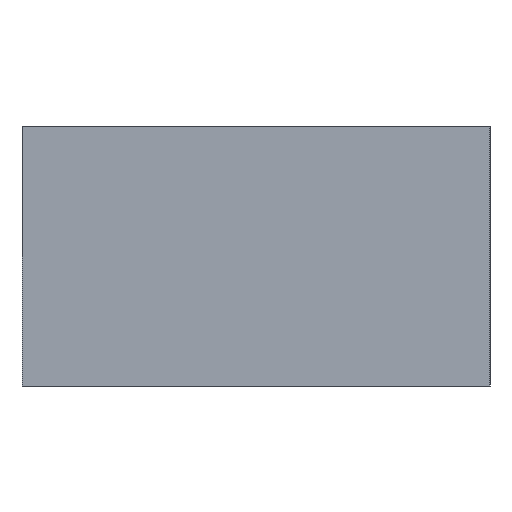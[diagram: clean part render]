
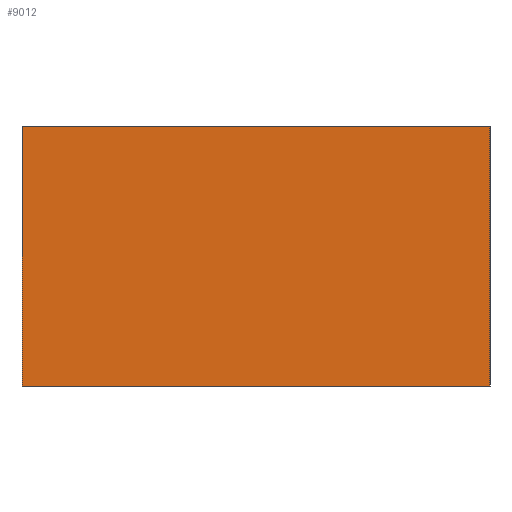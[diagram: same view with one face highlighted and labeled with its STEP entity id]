
A CAD part, left-side view. The second image highlights one B-rep face of the part: STEP entity #9012.
In plain terms, the highlighted planar face has unit normal (-1, 0, 0).
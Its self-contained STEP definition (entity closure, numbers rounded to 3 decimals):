
#195 = PLANE('',#196);
#196 = AXIS2_PLACEMENT_3D('',#197,#198,#199);
#197 = CARTESIAN_POINT('',(-0.8,-0.45,0.5));
#198 = DIRECTION('',(0.,0.,1.));
#199 = DIRECTION('',(1.,0.,0.));
#3560 = VERTEX_POINT('',#3561);
#3561 = CARTESIAN_POINT('',(-0.8,0.45,0.5));
#3575 = PLANE('',#3576);
#3576 = AXIS2_PLACEMENT_3D('',#3577,#3578,#3579);
#3577 = CARTESIAN_POINT('',(0.,0.45,0.));
#3578 = DIRECTION('',(0.,1.,0.));
#3579 = DIRECTION('',(0.,0.,1.));
#3587 = EDGE_CURVE('',#3588,#3560,#3590,.T.);
#3588 = VERTEX_POINT('',#3589);
#3589 = CARTESIAN_POINT('',(-0.8,-0.45,0.5));
#3590 = SURFACE_CURVE('',#3591,(#3595,#3602),.PCURVE_S1.);
#3591 = LINE('',#3592,#3593);
#3592 = CARTESIAN_POINT('',(-0.8,-0.45,0.5));
#3593 = VECTOR('',#3594,1.);
#3594 = DIRECTION('',(0.,1.,0.));
#3595 = PCURVE('',#195,#3596);
#3596 = DEFINITIONAL_REPRESENTATION('',(#3597),#3601);
#3597 = LINE('',#3598,#3599);
#3598 = CARTESIAN_POINT('',(0.,0.));
#3599 = VECTOR('',#3600,1.);
#3600 = DIRECTION('',(0.,1.));
#3601 = ( GEOMETRIC_REPRESENTATION_CONTEXT(2) 
PARAMETRIC_REPRESENTATION_CONTEXT() REPRESENTATION_CONTEXT('2D SPACE',''
  ) );
#3602 = PCURVE('',#3603,#3608);
#3603 = PLANE('',#3604);
#3604 = AXIS2_PLACEMENT_3D('',#3605,#3606,#3607);
#3605 = CARTESIAN_POINT('',(-0.8,-0.45,0.));
#3606 = DIRECTION('',(-1.,0.,0.));
#3607 = DIRECTION('',(0.,0.,1.));
#3608 = DEFINITIONAL_REPRESENTATION('',(#3609),#3613);
#3609 = LINE('',#3610,#3611);
#3610 = CARTESIAN_POINT('',(0.5,0.));
#3611 = VECTOR('',#3612,1.);
#3612 = DIRECTION('',(0.,1.));
#3613 = ( GEOMETRIC_REPRESENTATION_CONTEXT(2) 
PARAMETRIC_REPRESENTATION_CONTEXT() REPRESENTATION_CONTEXT('2D SPACE',''
  ) );
#3631 = PLANE('',#3632);
#3632 = AXIS2_PLACEMENT_3D('',#3633,#3634,#3635);
#3633 = CARTESIAN_POINT('',(0.,-0.45,0.));
#3634 = DIRECTION('',(0.,1.,0.));
#3635 = DIRECTION('',(0.,0.,1.));
#8937 = VERTEX_POINT('',#8938);
#8938 = CARTESIAN_POINT('',(-0.8,0.45,0.));
#8952 = PLANE('',#8953);
#8953 = AXIS2_PLACEMENT_3D('',#8954,#8955,#8956);
#8954 = CARTESIAN_POINT('',(-0.5,-0.45,0.));
#8955 = DIRECTION('',(0.,0.,-1.));
#8956 = DIRECTION('',(-1.,0.,0.));
#8964 = EDGE_CURVE('',#8937,#3560,#8965,.T.);
#8965 = SURFACE_CURVE('',#8966,(#8970,#8977),.PCURVE_S1.);
#8966 = LINE('',#8967,#8968);
#8967 = CARTESIAN_POINT('',(-0.8,0.45,0.));
#8968 = VECTOR('',#8969,1.);
#8969 = DIRECTION('',(0.,0.,1.));
#8970 = PCURVE('',#3575,#8971);
#8971 = DEFINITIONAL_REPRESENTATION('',(#8972),#8976);
#8972 = LINE('',#8973,#8974);
#8973 = CARTESIAN_POINT('',(0.,-0.8));
#8974 = VECTOR('',#8975,1.);
#8975 = DIRECTION('',(1.,0.));
#8976 = ( GEOMETRIC_REPRESENTATION_CONTEXT(2) 
PARAMETRIC_REPRESENTATION_CONTEXT() REPRESENTATION_CONTEXT('2D SPACE',''
  ) );
#8977 = PCURVE('',#3603,#8978);
#8978 = DEFINITIONAL_REPRESENTATION('',(#8979),#8983);
#8979 = LINE('',#8980,#8981);
#8980 = CARTESIAN_POINT('',(0.,0.9));
#8981 = VECTOR('',#8982,1.);
#8982 = DIRECTION('',(1.,0.));
#8983 = ( GEOMETRIC_REPRESENTATION_CONTEXT(2) 
PARAMETRIC_REPRESENTATION_CONTEXT() REPRESENTATION_CONTEXT('2D SPACE',''
  ) );
#9012 = ADVANCED_FACE('',(#9013),#3603,.T.);
#9013 = FACE_BOUND('',#9014,.T.);
#9014 = EDGE_LOOP('',(#9015,#9016,#9017,#9040));
#9015 = ORIENTED_EDGE('',*,*,#3587,.T.);
#9016 = ORIENTED_EDGE('',*,*,#8964,.F.);
#9017 = ORIENTED_EDGE('',*,*,#9018,.F.);
#9018 = EDGE_CURVE('',#9019,#8937,#9021,.T.);
#9019 = VERTEX_POINT('',#9020);
#9020 = CARTESIAN_POINT('',(-0.8,-0.45,0.));
#9021 = SURFACE_CURVE('',#9022,(#9026,#9033),.PCURVE_S1.);
#9022 = LINE('',#9023,#9024);
#9023 = CARTESIAN_POINT('',(-0.8,-0.45,0.));
#9024 = VECTOR('',#9025,1.);
#9025 = DIRECTION('',(0.,1.,0.));
#9026 = PCURVE('',#3603,#9027);
#9027 = DEFINITIONAL_REPRESENTATION('',(#9028),#9032);
#9028 = LINE('',#9029,#9030);
#9029 = CARTESIAN_POINT('',(0.,0.));
#9030 = VECTOR('',#9031,1.);
#9031 = DIRECTION('',(0.,1.));
#9032 = ( GEOMETRIC_REPRESENTATION_CONTEXT(2) 
PARAMETRIC_REPRESENTATION_CONTEXT() REPRESENTATION_CONTEXT('2D SPACE',''
  ) );
#9033 = PCURVE('',#8952,#9034);
#9034 = DEFINITIONAL_REPRESENTATION('',(#9035),#9039);
#9035 = LINE('',#9036,#9037);
#9036 = CARTESIAN_POINT('',(0.3,0.));
#9037 = VECTOR('',#9038,1.);
#9038 = DIRECTION('',(0.,1.));
#9039 = ( GEOMETRIC_REPRESENTATION_CONTEXT(2) 
PARAMETRIC_REPRESENTATION_CONTEXT() REPRESENTATION_CONTEXT('2D SPACE',''
  ) );
#9040 = ORIENTED_EDGE('',*,*,#9041,.T.);
#9041 = EDGE_CURVE('',#9019,#3588,#9042,.T.);
#9042 = SURFACE_CURVE('',#9043,(#9047,#9054),.PCURVE_S1.);
#9043 = LINE('',#9044,#9045);
#9044 = CARTESIAN_POINT('',(-0.8,-0.45,0.));
#9045 = VECTOR('',#9046,1.);
#9046 = DIRECTION('',(0.,0.,1.));
#9047 = PCURVE('',#3603,#9048);
#9048 = DEFINITIONAL_REPRESENTATION('',(#9049),#9053);
#9049 = LINE('',#9050,#9051);
#9050 = CARTESIAN_POINT('',(0.,0.));
#9051 = VECTOR('',#9052,1.);
#9052 = DIRECTION('',(1.,0.));
#9053 = ( GEOMETRIC_REPRESENTATION_CONTEXT(2) 
PARAMETRIC_REPRESENTATION_CONTEXT() REPRESENTATION_CONTEXT('2D SPACE',''
  ) );
#9054 = PCURVE('',#3631,#9055);
#9055 = DEFINITIONAL_REPRESENTATION('',(#9056),#9060);
#9056 = LINE('',#9057,#9058);
#9057 = CARTESIAN_POINT('',(0.,-0.8));
#9058 = VECTOR('',#9059,1.);
#9059 = DIRECTION('',(1.,0.));
#9060 = ( GEOMETRIC_REPRESENTATION_CONTEXT(2) 
PARAMETRIC_REPRESENTATION_CONTEXT() REPRESENTATION_CONTEXT('2D SPACE',''
  ) );
